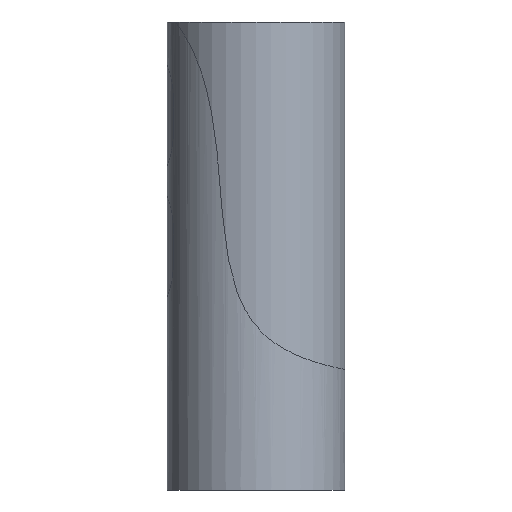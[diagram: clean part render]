
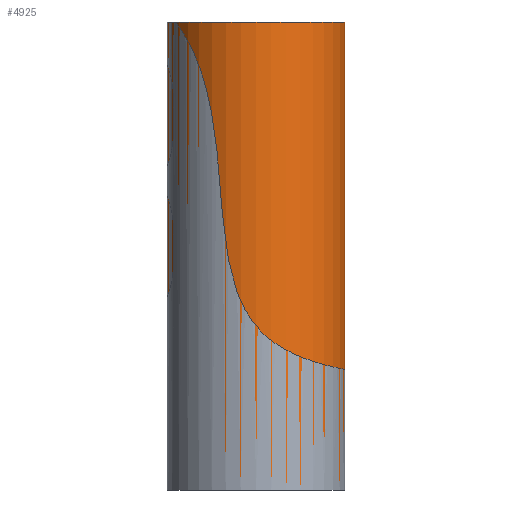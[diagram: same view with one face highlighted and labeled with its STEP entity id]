
A CAD part, front view. The second image highlights one B-rep face of the part: STEP entity #4925.
In plain terms, the highlighted cylindrical face has radius 0.95 mm (diameter 1.9 mm), a full revolution.
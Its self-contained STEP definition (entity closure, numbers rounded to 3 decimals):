
#4925 = ADVANCED_FACE('',(#4926),#4940,.T.);
#4926 = FACE_BOUND('',#4927,.F.);
#4927 = EDGE_LOOP('',(#4928,#4958,#4985,#4986));
#4928 = ORIENTED_EDGE('',*,*,#4929,.T.);
#4929 = EDGE_CURVE('',#4930,#4932,#4934,.T.);
#4930 = VERTEX_POINT('',#4931);
#4931 = CARTESIAN_POINT('',(0.95,0.,0.));
#4932 = VERTEX_POINT('',#4933);
#4933 = CARTESIAN_POINT('',(0.95,0.,5.));
#4934 = SEAM_CURVE('',#4935,(#4939,#4951),.PCURVE_S1.);
#4935 = LINE('',#4936,#4937);
#4936 = CARTESIAN_POINT('',(0.95,0.,0.));
#4937 = VECTOR('',#4938,1.);
#4938 = DIRECTION('',(0.,0.,1.));
#4939 = PCURVE('',#4940,#4945);
#4940 = CYLINDRICAL_SURFACE('',#4941,0.95);
#4941 = AXIS2_PLACEMENT_3D('',#4942,#4943,#4944);
#4942 = CARTESIAN_POINT('',(0.,0.,0.));
#4943 = DIRECTION('',(-0.,-0.,-1.));
#4944 = DIRECTION('',(1.,0.,0.));
#4945 = DEFINITIONAL_REPRESENTATION('',(#4946),#4950);
#4946 = LINE('',#4947,#4948);
#4947 = CARTESIAN_POINT('',(-0.,0.));
#4948 = VECTOR('',#4949,1.);
#4949 = DIRECTION('',(-0.,-1.));
#4950 = ( GEOMETRIC_REPRESENTATION_CONTEXT(2) 
PARAMETRIC_REPRESENTATION_CONTEXT() REPRESENTATION_CONTEXT('2D SPACE',''
  ) );
#4951 = PCURVE('',#4940,#4952);
#4952 = DEFINITIONAL_REPRESENTATION('',(#4953),#4957);
#4953 = LINE('',#4954,#4955);
#4954 = CARTESIAN_POINT('',(-6.283,0.));
#4955 = VECTOR('',#4956,1.);
#4956 = DIRECTION('',(-0.,-1.));
#4957 = ( GEOMETRIC_REPRESENTATION_CONTEXT(2) 
PARAMETRIC_REPRESENTATION_CONTEXT() REPRESENTATION_CONTEXT('2D SPACE',''
  ) );
#4958 = ORIENTED_EDGE('',*,*,#4959,.T.);
#4959 = EDGE_CURVE('',#4932,#4932,#4960,.T.);
#4960 = SURFACE_CURVE('',#4961,(#4966,#4973),.PCURVE_S1.);
#4961 = CIRCLE('',#4962,0.95);
#4962 = AXIS2_PLACEMENT_3D('',#4963,#4964,#4965);
#4963 = CARTESIAN_POINT('',(0.,0.,5.));
#4964 = DIRECTION('',(0.,0.,1.));
#4965 = DIRECTION('',(1.,0.,0.));
#4966 = PCURVE('',#4940,#4967);
#4967 = DEFINITIONAL_REPRESENTATION('',(#4968),#4972);
#4968 = LINE('',#4969,#4970);
#4969 = CARTESIAN_POINT('',(-0.,-5.));
#4970 = VECTOR('',#4971,1.);
#4971 = DIRECTION('',(-1.,0.));
#4972 = ( GEOMETRIC_REPRESENTATION_CONTEXT(2) 
PARAMETRIC_REPRESENTATION_CONTEXT() REPRESENTATION_CONTEXT('2D SPACE',''
  ) );
#4973 = PCURVE('',#4974,#4979);
#4974 = PLANE('',#4975);
#4975 = AXIS2_PLACEMENT_3D('',#4976,#4977,#4978);
#4976 = CARTESIAN_POINT('',(0.,0.,5.));
#4977 = DIRECTION('',(0.,0.,1.));
#4978 = DIRECTION('',(1.,0.,0.));
#4979 = DEFINITIONAL_REPRESENTATION('',(#4980),#4984);
#4980 = CIRCLE('',#4981,0.95);
#4981 = AXIS2_PLACEMENT_2D('',#4982,#4983);
#4982 = CARTESIAN_POINT('',(0.,0.));
#4983 = DIRECTION('',(1.,0.));
#4984 = ( GEOMETRIC_REPRESENTATION_CONTEXT(2) 
PARAMETRIC_REPRESENTATION_CONTEXT() REPRESENTATION_CONTEXT('2D SPACE',''
  ) );
#4985 = ORIENTED_EDGE('',*,*,#4929,.F.);
#4986 = ORIENTED_EDGE('',*,*,#4987,.F.);
#4987 = EDGE_CURVE('',#4930,#4930,#4988,.T.);
#4988 = SURFACE_CURVE('',#4989,(#4994,#5001),.PCURVE_S1.);
#4989 = CIRCLE('',#4990,0.95);
#4990 = AXIS2_PLACEMENT_3D('',#4991,#4992,#4993);
#4991 = CARTESIAN_POINT('',(0.,0.,0.));
#4992 = DIRECTION('',(0.,0.,1.));
#4993 = DIRECTION('',(1.,0.,0.));
#4994 = PCURVE('',#4940,#4995);
#4995 = DEFINITIONAL_REPRESENTATION('',(#4996),#5000);
#4996 = LINE('',#4997,#4998);
#4997 = CARTESIAN_POINT('',(-0.,0.));
#4998 = VECTOR('',#4999,1.);
#4999 = DIRECTION('',(-1.,0.));
#5000 = ( GEOMETRIC_REPRESENTATION_CONTEXT(2) 
PARAMETRIC_REPRESENTATION_CONTEXT() REPRESENTATION_CONTEXT('2D SPACE',''
  ) );
#5001 = PCURVE('',#5002,#5007);
#5002 = PLANE('',#5003);
#5003 = AXIS2_PLACEMENT_3D('',#5004,#5005,#5006);
#5004 = CARTESIAN_POINT('',(0.,0.,0.));
#5005 = DIRECTION('',(0.,0.,1.));
#5006 = DIRECTION('',(1.,0.,0.));
#5007 = DEFINITIONAL_REPRESENTATION('',(#5008),#5012);
#5008 = CIRCLE('',#5009,0.95);
#5009 = AXIS2_PLACEMENT_2D('',#5010,#5011);
#5010 = CARTESIAN_POINT('',(0.,0.));
#5011 = DIRECTION('',(1.,0.));
#5012 = ( GEOMETRIC_REPRESENTATION_CONTEXT(2) 
PARAMETRIC_REPRESENTATION_CONTEXT() REPRESENTATION_CONTEXT('2D SPACE',''
  ) );
